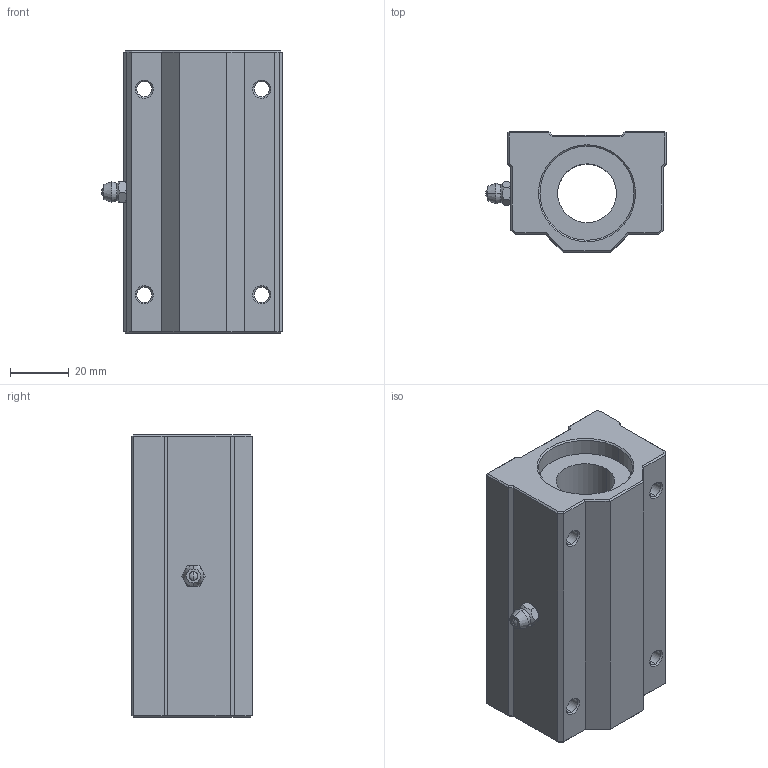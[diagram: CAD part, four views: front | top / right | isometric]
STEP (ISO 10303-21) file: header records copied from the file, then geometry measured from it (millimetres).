
FILE_DESCRIPTION (( 'STEP AP214' ), '1' );
FILE_NAME ('SC20LUU.STEP', '2017-12-05T15:06:08', ( 'user' ), ( 'Hewlett-Packard Company' ), 'SwSTEP 2.0', 'SolidWorks 2016', '' );
FILE_SCHEMA (( 'AUTOMOTIVE_DESIGN' ));
Length unit declared in the file: millimetre
Products named in the file (1): SC20LUU
Bounding box: 61.5 x 41 x 96 mm (x, y, z)
Volume: 147085.1 mm3; surface area: 46307.6 mm2
Topology: 3 solids, 3 shells, 123 faces, 277 edges, 161 vertices
Faces by surface type: plane 73, cone 30, cylinder 18, sphere 2
Entity records: 3607 total; most frequent: CARTESIAN_POINT 772, DIRECTION 575, ORIENTED_EDGE 554, EDGE_CURVE 277, AXIS2_PLACEMENT_3D 192, VECTOR 191, LINE 191, VERTEX_POINT 161
